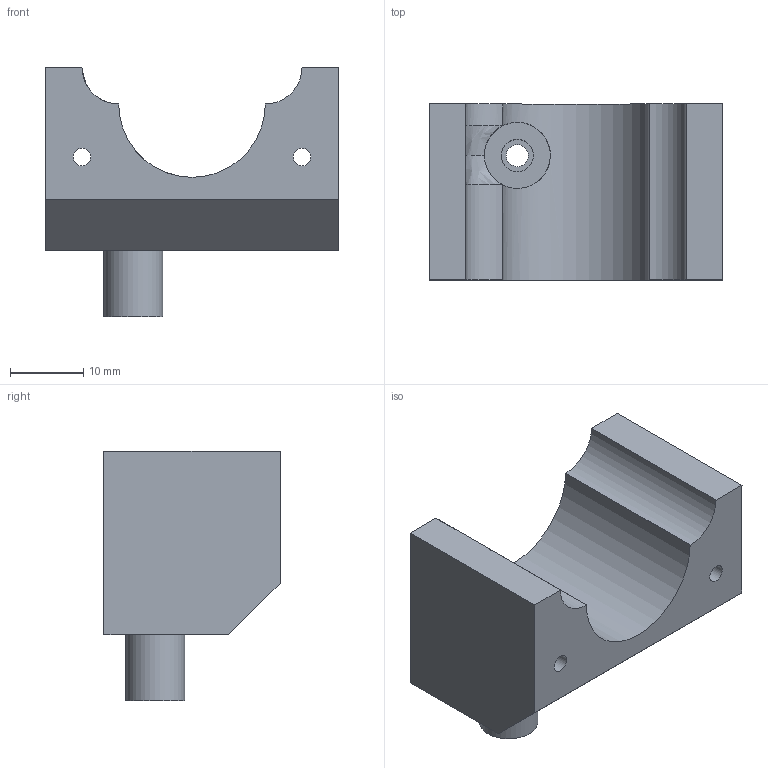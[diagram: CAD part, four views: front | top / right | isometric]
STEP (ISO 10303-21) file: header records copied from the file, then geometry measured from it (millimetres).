
FILE_DESCRIPTION(('FreeCAD Model'),'2;1');
FILE_NAME('tc-bottom-cover.step','2019-10-09T12:16:37',('Author'),(''), 'Open CASCADE STEP processor 7.3','FreeCAD','Unknown');
FILE_SCHEMA(('AUTOMOTIVE_DESIGN { 1 0 10303 214 1 1 1 1 }'));
Length unit declared in the file: millimetre
Products named in the file (1): Fillet
Bounding box: 40 x 24 x 34 mm (x, y, z)
Volume: 15239 mm3; surface area: 5731.3 mm2
Topology: 1 solids, 1 shells, 28 faces, 69 edges, 45 vertices
Faces by surface type: plane 16, cylinder 10, bspline 2
Full cylindrical faces by diameter (mm): 2.4 x2, 3 x1, 4.4 x1, 8 x1, 9 x1
Entity records: 2268 total; most frequent: CARTESIAN_POINT 902, DIRECTION 238, ORIENTED_EDGE 138, PCURVE 138, DEFINITIONAL_REPRESENTATION 138, LINE 137, VECTOR 137, EDGE_CURVE 69
